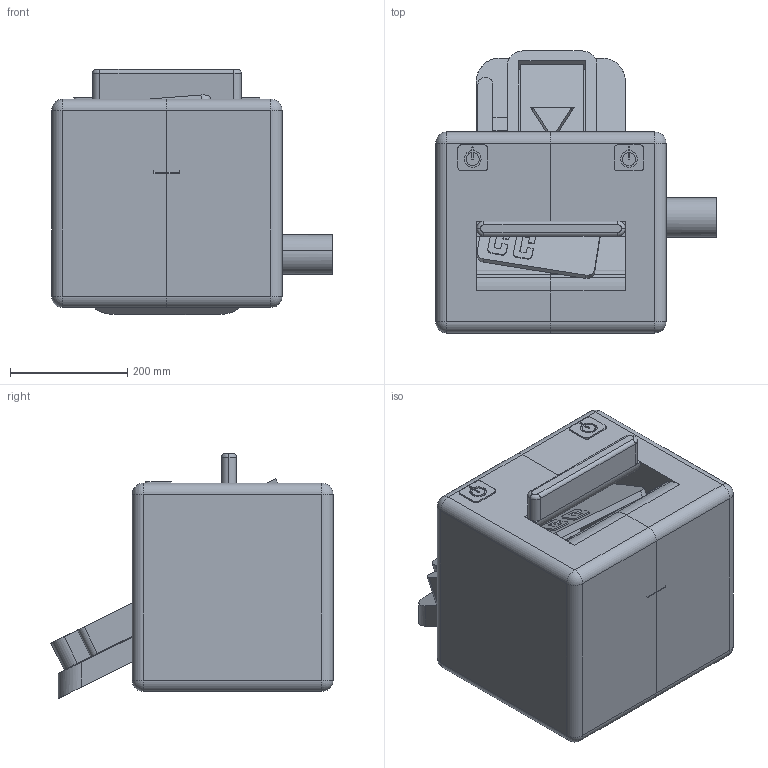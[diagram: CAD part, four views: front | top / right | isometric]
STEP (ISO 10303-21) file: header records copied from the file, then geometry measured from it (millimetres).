
FILE_DESCRIPTION (( 'STEP AP214' ), '1' );
FILE_NAME ('[A] Functional-Multi Color Swap Filament.STEP', '2018-10-30T00:18:03', ( '' ), ( '' ), 'SwSTEP 2.0', 'SolidWorks 2017', '' );
FILE_SCHEMA (( 'AUTOMOTIVE_DESIGN' ));
Length unit declared in the file: inch
Products named in the file (8): [P] Functional-Multi Color Swap Filament - Main Body Right; [A] Functional-Multi Color Swap Filament; [P] Functional-Multi Color Swap Filament - Main Body Left; [P] Functional-Multi Color Swap Filament - TV and Script; [P] Functional-Multi Color Swap Filament - Bill; [P] Functional-Multi Color Swap Filament - Turner; [P] Functional-Multi Color Swap Filament - TV Background; [P] Functional-Multi Color Swap Filament - Tray
Assembly tree (7 placements, depth 2):
  [A] Functional-Multi Color Swap Filament
    [P] Functional-Multi Color Swap Filament - Main Body Left
    [P] Functional-Multi Color Swap Filament - TV and Script
    [P] Functional-Multi Color Swap Filament - Turner
    [P] Functional-Multi Color Swap Filament - TV Background
    [P] Functional-Multi Color Swap Filament - Bill
    [P] Functional-Multi Color Swap Filament - Tray
    [P] Functional-Multi Color Swap Filament - Main Body Right
Bounding box: 479.65 x 481.63 x 418.41 mm (x, y, z)
Volume: 41560807.6 mm3; surface area: 2059172.5 mm2
Topology: 8 solids, 8 shells, 625 faces, 1682 edges, 1104 vertices
Faces by surface type: plane 379, cylinder 159, bspline 75, sphere 8, torus 4
Entity records: 27141 total; most frequent: CARTESIAN_POINT 8276, ORIENTED_EDGE 3348, DIRECTION 2980, EDGE_CURVE 1674, VECTOR 1180, LINE 1180, VERTEX_POINT 1104, AXIS2_PLACEMENT_3D 900
